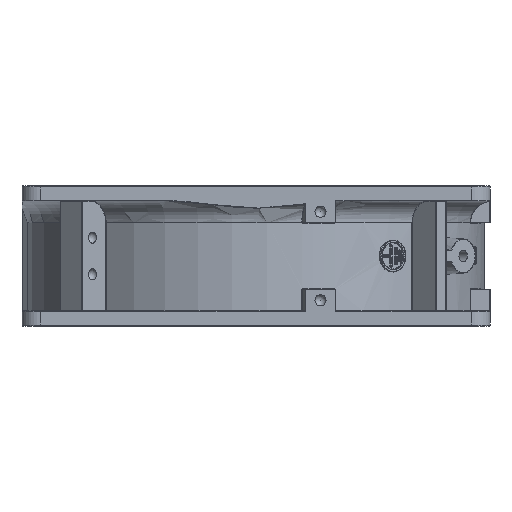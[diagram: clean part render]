
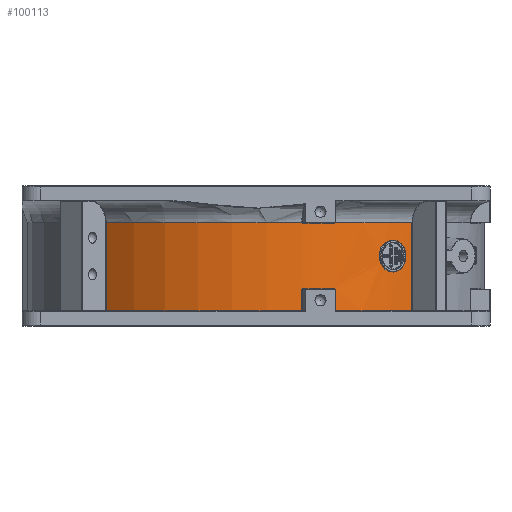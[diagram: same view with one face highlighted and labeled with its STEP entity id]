
A CAD part, left-side view. The second image highlights one B-rep face of the part: STEP entity #100113.
In plain terms, the highlighted cylindrical face has radius 62 mm (diameter 124 mm), a partial arc.
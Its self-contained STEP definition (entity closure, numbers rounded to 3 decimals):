
#918=FACE_BOUND('',#29285,.T.);
#1473=CYLINDRICAL_SURFACE('',#107080,62.);
#2725=CIRCLE('',#106830,62.);
#2730=CIRCLE('',#106844,62.);
#2869=CIRCLE('',#107078,62.);
#2871=CIRCLE('',#107081,62.);
#2872=CIRCLE('',#107082,62.);
#2873=CIRCLE('',#107083,62.);
#6651=LINE('',#140140,#13763);
#6661=LINE('',#140425,#13773);
#6662=LINE('',#140429,#13774);
#6663=LINE('',#140445,#13775);
#13763=VECTOR('',#115327,10.);
#13773=VECTOR('',#115445,10.);
#13774=VECTOR('',#115448,10.);
#13775=VECTOR('',#115451,10.);
#22868=FACE_OUTER_BOUND('',#29284,.T.);
#29284=EDGE_LOOP('',(#67297,#67298,#67299,#67300,#67301,#67302,#67303,#67304,
#67305,#67306,#67307,#67308,#67309,#67310));
#29285=EDGE_LOOP('',(#67311));
#36090=B_SPLINE_CURVE_WITH_KNOTS('',3,(#140412,#140413,#140414,#140415,
#140416),.UNSPECIFIED.,.F.,.F.,(4,1,4),(-0.022,-0.009,
0.),.UNSPECIFIED.);
#36091=B_SPLINE_CURVE_WITH_KNOTS('',3,(#140419,#140420,#140421,#140422,
#140423),.UNSPECIFIED.,.F.,.F.,(4,1,4),(-0.021,-0.009,
0.),.UNSPECIFIED.);
#36092=B_SPLINE_CURVE_WITH_KNOTS('',3,(#140431,#140432,#140433,#140434,
#140435,#140436),.UNSPECIFIED.,.F.,.F.,(4,1,1,4),(0.,0.009,
0.018,0.032),.UNSPECIFIED.);
#36093=B_SPLINE_CURVE_WITH_KNOTS('',3,(#140440,#140441,#140442,#140443,
#140444),.UNSPECIFIED.,.F.,.F.,(4,1,4),(0.,0.016,0.032),
 .UNSPECIFIED.);
#36094=B_SPLINE_CURVE_WITH_KNOTS('',3,(#140447,#140448,#140449,#140450,
#140451,#140452,#140453,#140454,#140455,#140456,#140457,#140458,#140459,
#140460,#140461,#140462,#140463),.UNSPECIFIED.,.T.,.F.,(4,1,1,1,1,1,1,1,
1,1,1,1,1,1,4),(-2.576,-2.392,-2.208,-2.024,
-1.84,-1.656,-1.472,-1.288,
-1.104,-0.981,-0.736,-0.552,
-0.368,-0.184,0.),.UNSPECIFIED.);
#41229=VERTEX_POINT('',#138903);
#41230=VERTEX_POINT('',#138908);
#41250=VERTEX_POINT('',#139056);
#41251=VERTEX_POINT('',#139063);
#41397=VERTEX_POINT('',#140135);
#41424=VERTEX_POINT('',#140407);
#41425=VERTEX_POINT('',#140411);
#41426=VERTEX_POINT('',#140417);
#41427=VERTEX_POINT('',#140424);
#41428=VERTEX_POINT('',#140426);
#41429=VERTEX_POINT('',#140428);
#41430=VERTEX_POINT('',#140430);
#41431=VERTEX_POINT('',#140437);
#41432=VERTEX_POINT('',#140439);
#41433=VERTEX_POINT('',#140446);
#51047=EDGE_CURVE('',#41229,#41230,#2725,.T.);
#51078=EDGE_CURVE('',#41250,#41251,#2730,.T.);
#51296=EDGE_CURVE('',#41230,#41397,#6651,.T.);
#51344=EDGE_CURVE('',#41397,#41424,#2869,.T.);
#51346=EDGE_CURVE('',#41425,#41229,#36090,.T.);
#51347=EDGE_CURVE('',#41426,#41425,#2871,.T.);
#51348=EDGE_CURVE('',#41251,#41426,#36091,.T.);
#51349=EDGE_CURVE('',#41427,#41250,#6661,.T.);
#51350=EDGE_CURVE('',#41428,#41427,#2872,.T.);
#51351=EDGE_CURVE('',#41429,#41428,#6662,.T.);
#51352=EDGE_CURVE('',#41430,#41429,#36092,.T.);
#51353=EDGE_CURVE('',#41431,#41430,#2873,.T.);
#51354=EDGE_CURVE('',#41432,#41431,#36093,.T.);
#51355=EDGE_CURVE('',#41424,#41432,#6663,.T.);
#51356=EDGE_CURVE('',#41433,#41433,#36094,.T.);
#67297=ORIENTED_EDGE('',*,*,#51296,.F.);
#67298=ORIENTED_EDGE('',*,*,#51047,.F.);
#67299=ORIENTED_EDGE('',*,*,#51346,.F.);
#67300=ORIENTED_EDGE('',*,*,#51347,.F.);
#67301=ORIENTED_EDGE('',*,*,#51348,.F.);
#67302=ORIENTED_EDGE('',*,*,#51078,.F.);
#67303=ORIENTED_EDGE('',*,*,#51349,.F.);
#67304=ORIENTED_EDGE('',*,*,#51350,.F.);
#67305=ORIENTED_EDGE('',*,*,#51351,.F.);
#67306=ORIENTED_EDGE('',*,*,#51352,.F.);
#67307=ORIENTED_EDGE('',*,*,#51353,.F.);
#67308=ORIENTED_EDGE('',*,*,#51354,.F.);
#67309=ORIENTED_EDGE('',*,*,#51355,.F.);
#67310=ORIENTED_EDGE('',*,*,#51344,.F.);
#67311=ORIENTED_EDGE('',*,*,#51356,.F.);
#100113=ADVANCED_FACE('',(#22868,#918),#1473,.T.);
#106830=AXIS2_PLACEMENT_3D('',#138909,#114849,#114850);
#106844=AXIS2_PLACEMENT_3D('',#139064,#114890,#114891);
#107078=AXIS2_PLACEMENT_3D('',#140408,#115437,#115438);
#107080=AXIS2_PLACEMENT_3D('',#140410,#115441,#115442);
#107081=AXIS2_PLACEMENT_3D('',#140418,#115443,#115444);
#107082=AXIS2_PLACEMENT_3D('',#140427,#115446,#115447);
#107083=AXIS2_PLACEMENT_3D('',#140438,#115449,#115450);
#114849=DIRECTION('center_axis',(0.,1.,0.));
#114850=DIRECTION('ref_axis',(-1.,0.,0.));
#114890=DIRECTION('center_axis',(0.,1.,0.));
#114891=DIRECTION('ref_axis',(-1.,0.,0.));
#115327=DIRECTION('',(0.,-1.,0.));
#115437=DIRECTION('center_axis',(0.,-1.,0.));
#115438=DIRECTION('ref_axis',(-0.851,0.,0.526));
#115441=DIRECTION('center_axis',(0.,-1.,0.));
#115442=DIRECTION('ref_axis',(-1.,0.,0.));
#115443=DIRECTION('center_axis',(0.,1.,0.));
#115444=DIRECTION('ref_axis',(-0.961,0.,0.275));
#115445=DIRECTION('',(0.,1.,0.));
#115446=DIRECTION('center_axis',(0.,-1.,0.));
#115447=DIRECTION('ref_axis',(-0.967,0.,-0.254));
#115448=DIRECTION('',(0.,-1.,0.));
#115449=DIRECTION('center_axis',(0.,-1.,0.));
#115450=DIRECTION('ref_axis',(-0.961,0.,0.275));
#115451=DIRECTION('',(0.,1.,0.));
#138903=CARTESIAN_POINT('',(-58.133,-10.,21.553));
#138908=CARTESIAN_POINT('',(-45.298,-10.,42.333));
#138909=CARTESIAN_POINT('Origin',(0.,-10.,0.));
#139056=CARTESIAN_POINT('',(-46.804,-10.,-40.662));
#139063=CARTESIAN_POINT('',(-60.736,-10.,12.455));
#139064=CARTESIAN_POINT('Origin',(0.,-10.,0.));
#140135=CARTESIAN_POINT('',(-45.298,-33.9,42.333));
#140140=CARTESIAN_POINT('',(-45.298,-4.,42.333));
#140407=CARTESIAN_POINT('',(-58.123,-33.9,21.58));
#140408=CARTESIAN_POINT('Origin',(0.,-33.9,0.));
#140410=CARTESIAN_POINT('Origin',(0.,-4.,0.));
#140411=CARTESIAN_POINT('',(-58.197,-10.1,21.38));
#140412=CARTESIAN_POINT('Ctrl Pts',(-58.197,-10.1,21.38));
#140413=CARTESIAN_POINT('Ctrl Pts',(-58.183,-10.1,21.419));
#140414=CARTESIAN_POINT('Ctrl Pts',(-58.157,-10.079,21.487));
#140415=CARTESIAN_POINT('Ctrl Pts',(-58.139,-10.027,
21.537));
#140416=CARTESIAN_POINT('Ctrl Pts',(-58.133,-10.,
21.553));
#140417=CARTESIAN_POINT('',(-60.701,-10.1,12.626));
#140418=CARTESIAN_POINT('Origin',(0.,-10.1,0.));
#140419=CARTESIAN_POINT('Ctrl Pts',(-60.736,-10.,
12.455));
#140420=CARTESIAN_POINT('Ctrl Pts',(-60.732,-10.035,
12.475));
#140421=CARTESIAN_POINT('Ctrl Pts',(-60.721,-10.084,
12.528));
#140422=CARTESIAN_POINT('Ctrl Pts',(-60.707,-10.1,12.596));
#140423=CARTESIAN_POINT('Ctrl Pts',(-60.701,-10.1,12.626));
#140424=CARTESIAN_POINT('',(-46.804,-33.9,-40.662));
#140425=CARTESIAN_POINT('',(-46.804,-4.,-40.662));
#140426=CARTESIAN_POINT('',(-60.742,-33.9,12.428));
#140427=CARTESIAN_POINT('Origin',(0.,-33.9,0.));
#140428=CARTESIAN_POINT('',(-60.742,-28.1,12.428));
#140429=CARTESIAN_POINT('',(-60.742,-4.,12.428));
#140430=CARTESIAN_POINT('',(-60.701,-27.9,12.626));
#140431=CARTESIAN_POINT('Ctrl Pts',(-60.701,-27.9,12.626));
#140432=CARTESIAN_POINT('Ctrl Pts',(-60.707,-27.9,12.596));
#140433=CARTESIAN_POINT('Ctrl Pts',(-60.719,-27.914,
12.538));
#140434=CARTESIAN_POINT('Ctrl Pts',(-60.736,-27.98,12.455));
#140435=CARTESIAN_POINT('Ctrl Pts',(-60.742,-28.055,
12.428));
#140436=CARTESIAN_POINT('Ctrl Pts',(-60.742,-28.1,
12.428));
#140437=CARTESIAN_POINT('',(-58.197,-27.9,21.38));
#140438=CARTESIAN_POINT('Origin',(0.,-27.9,0.));
#140439=CARTESIAN_POINT('',(-58.123,-28.1,21.58));
#140440=CARTESIAN_POINT('Ctrl Pts',(-58.123,-28.1,
21.58));
#140441=CARTESIAN_POINT('Ctrl Pts',(-58.123,-28.046,
21.58));
#140442=CARTESIAN_POINT('Ctrl Pts',(-58.141,-27.94,
21.532));
#140443=CARTESIAN_POINT('Ctrl Pts',(-58.179,-27.9,21.43));
#140444=CARTESIAN_POINT('Ctrl Pts',(-58.197,-27.9,21.38));
#140445=CARTESIAN_POINT('',(-58.123,-4.,21.58));
#140446=CARTESIAN_POINT('',(-47.,-19.,40.435));
#140447=CARTESIAN_POINT('Ctrl Pts',(-47.,-19.,40.435));
#140448=CARTESIAN_POINT('Ctrl Pts',(-47.,-18.346,
40.435));
#140449=CARTESIAN_POINT('Ctrl Pts',(-47.198,-17.037,
40.207));
#140450=CARTESIAN_POINT('Ctrl Pts',(-48.01,-15.469,
39.241));
#140451=CARTESIAN_POINT('Ctrl Pts',(-49.143,-14.61,
37.819));
#140452=CARTESIAN_POINT('Ctrl Pts',(-50.342,-14.619,
36.207));
#140453=CARTESIAN_POINT('Ctrl Pts',(-51.376,-15.481,
34.717));
#140454=CARTESIAN_POINT('Ctrl Pts',(-52.075,-17.037,
33.651));
#140455=CARTESIAN_POINT('Ctrl Pts',(-52.323,-19.,
33.26));
#140456=CARTESIAN_POINT('Ctrl Pts',(-52.102,-20.743,
33.608));
#140457=CARTESIAN_POINT('Ctrl Pts',(-51.481,-22.372,
34.56));
#140458=CARTESIAN_POINT('Ctrl Pts',(-50.476,-23.382,
36.027));
#140459=CARTESIAN_POINT('Ctrl Pts',(-49.143,-23.389,
37.819));
#140460=CARTESIAN_POINT('Ctrl Pts',(-48.01,-22.531,
39.241));
#140461=CARTESIAN_POINT('Ctrl Pts',(-47.197,-20.963,
40.208));
#140462=CARTESIAN_POINT('Ctrl Pts',(-47.,-19.654,
40.435));
#140463=CARTESIAN_POINT('Ctrl Pts',(-47.,-19.,40.435));
